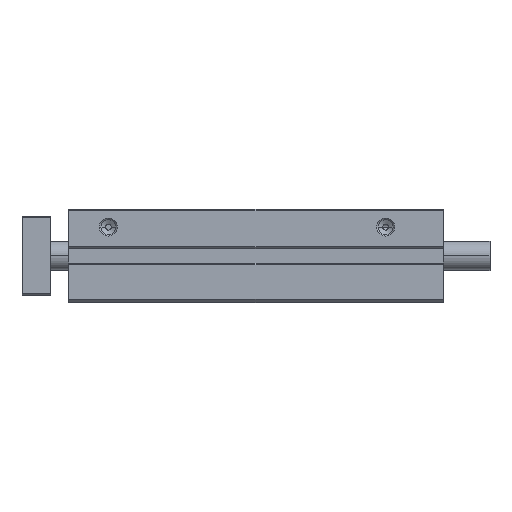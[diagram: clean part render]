
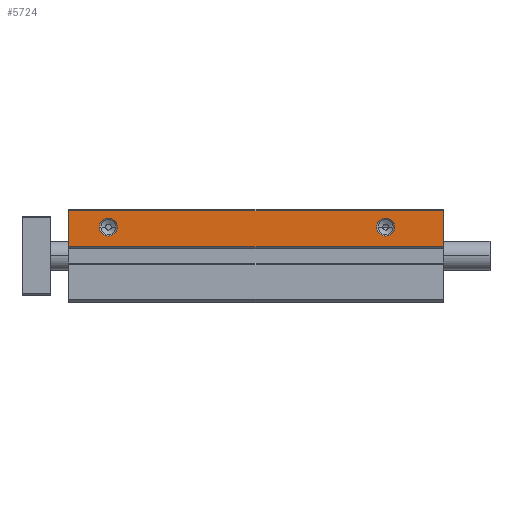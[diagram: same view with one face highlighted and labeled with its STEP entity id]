
A CAD part, top view. The second image highlights one B-rep face of the part: STEP entity #5724.
In plain terms, the highlighted planar face has unit normal (0, 0, 1).
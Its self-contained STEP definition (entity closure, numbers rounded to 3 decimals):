
#19 = DIRECTION ( 'NONE',  ( 0., -1., 0. ) ) ;
#103 = ORIENTED_EDGE ( 'NONE', *, *, #10188, .T. ) ;
#715 = LINE ( 'NONE', #7578, #12256 ) ;
#951 = AXIS2_PLACEMENT_3D ( 'NONE', #1448, #11365, #2349 ) ;
#961 = EDGE_CURVE ( 'NONE', #2511, #9776, #715, .T. ) ;
#1022 = DIRECTION ( 'NONE',  ( 0., 0., -1. ) ) ;
#1033 = VERTEX_POINT ( 'NONE', #9621 ) ;
#1448 = CARTESIAN_POINT ( 'NONE',  ( 11., 8., 29. ) ) ;
#1450 = CARTESIAN_POINT ( 'NONE',  ( 0., 2.5, 29. ) ) ;
#1459 = EDGE_CURVE ( 'NONE', #11699, #1033, #12076, .T. ) ;
#1696 = DIRECTION ( 'NONE',  ( 0., 0., -1. ) ) ;
#1738 = AXIS2_PLACEMENT_3D ( 'NONE', #1450, #11368, #7269 ) ;
#1964 = CARTESIAN_POINT ( 'NONE',  ( 104., 2.5, 29. ) ) ;
#1982 = CIRCLE ( 'NONE', #951, 2.5 ) ;
#2186 = LINE ( 'NONE', #10952, #8718 ) ;
#2329 = AXIS2_PLACEMENT_3D ( 'NONE', #5123, #1022, #6146 ) ;
#2349 = DIRECTION ( 'NONE',  ( 1., 0., 0. ) ) ;
#2482 = FACE_BOUND ( 'NONE', #7044, .T. ) ;
#2511 = VERTEX_POINT ( 'NONE', #4551 ) ;
#2645 = DIRECTION ( 'NONE',  ( 1., 0., 0. ) ) ;
#2945 = EDGE_LOOP ( 'NONE', ( #6027, #6480, #4221, #9791 ) ) ;
#2997 = VERTEX_POINT ( 'NONE', #9347 ) ;
#3163 = EDGE_CURVE ( 'NONE', #4994, #5788, #8861, .T. ) ;
#3166 = CARTESIAN_POINT ( 'NONE',  ( 0., 2.5, 29. ) ) ;
#3738 = DIRECTION ( 'NONE',  ( 1., 0., 0. ) ) ;
#4123 = LINE ( 'NONE', #3166, #7559 ) ;
#4221 = ORIENTED_EDGE ( 'NONE', *, *, #10609, .F. ) ;
#4414 = CARTESIAN_POINT ( 'NONE',  ( 104., 0., 29. ) ) ;
#4551 = CARTESIAN_POINT ( 'NONE',  ( 0., 12.5, 29. ) ) ;
#4698 = CARTESIAN_POINT ( 'NONE',  ( 13.5, 8., 29. ) ) ;
#4994 = VERTEX_POINT ( 'NONE', #11777 ) ;
#5065 = DIRECTION ( 'NONE',  ( -1., 0., 0. ) ) ;
#5123 = CARTESIAN_POINT ( 'NONE',  ( 11., 8., 29. ) ) ;
#5437 = VERTEX_POINT ( 'NONE', #1964 ) ;
#5506 = EDGE_LOOP ( 'NONE', ( #103, #9103 ) ) ;
#5724 = ADVANCED_FACE ( 'NONE', ( #12212, #11306, #2482 ), #10469, .T. ) ;
#5788 = VERTEX_POINT ( 'NONE', #4698 ) ;
#6027 = ORIENTED_EDGE ( 'NONE', *, *, #961, .T. ) ;
#6146 = DIRECTION ( 'NONE',  ( 1., 0., 0. ) ) ;
#6305 = CIRCLE ( 'NONE', #8353, 2.5 ) ;
#6449 = ORIENTED_EDGE ( 'NONE', *, *, #11510, .T. ) ;
#6480 = ORIENTED_EDGE ( 'NONE', *, *, #8802, .F. ) ;
#6726 = DIRECTION ( 'NONE',  ( 0., 0., -1. ) ) ;
#7044 = EDGE_LOOP ( 'NONE', ( #6449, #9908 ) ) ;
#7269 = DIRECTION ( 'NONE',  ( 1., 0., 0. ) ) ;
#7559 = VECTOR ( 'NONE', #12007, 1000. ) ;
#7578 = CARTESIAN_POINT ( 'NONE',  ( 0., 2.5, 29. ) ) ;
#7706 = CARTESIAN_POINT ( 'NONE',  ( 88., 8., 29. ) ) ;
#8353 = AXIS2_PLACEMENT_3D ( 'NONE', #7706, #1696, #3738 ) ;
#8448 = DIRECTION ( 'NONE',  ( 0., -1., 0. ) ) ;
#8526 = VECTOR ( 'NONE', #8448, 1000. ) ;
#8718 = VECTOR ( 'NONE', #5065, 1000. ) ;
#8802 = EDGE_CURVE ( 'NONE', #5437, #9776, #4123, .T. ) ;
#8861 = CIRCLE ( 'NONE', #2329, 2.5 ) ;
#9103 = ORIENTED_EDGE ( 'NONE', *, *, #3163, .T. ) ;
#9214 = EDGE_CURVE ( 'NONE', #2997, #2511, #2186, .T. ) ;
#9347 = CARTESIAN_POINT ( 'NONE',  ( 104., 12.5, 29. ) ) ;
#9621 = CARTESIAN_POINT ( 'NONE',  ( 90.5, 8., 29. ) ) ;
#9776 = VERTEX_POINT ( 'NONE', #10234 ) ;
#9791 = ORIENTED_EDGE ( 'NONE', *, *, #9214, .T. ) ;
#9908 = ORIENTED_EDGE ( 'NONE', *, *, #1459, .T. ) ;
#10188 = EDGE_CURVE ( 'NONE', #5788, #4994, #1982, .T. ) ;
#10234 = CARTESIAN_POINT ( 'NONE',  ( 0., 2.5, 29. ) ) ;
#10469 = PLANE ( 'NONE',  #1738 ) ;
#10609 = EDGE_CURVE ( 'NONE', #2997, #5437, #11211, .T. ) ;
#10952 = CARTESIAN_POINT ( 'NONE',  ( 0., 12.5, 29. ) ) ;
#11211 = LINE ( 'NONE', #4414, #8526 ) ;
#11306 = FACE_BOUND ( 'NONE', #5506, .T. ) ;
#11365 = DIRECTION ( 'NONE',  ( 0., 0., -1. ) ) ;
#11368 = DIRECTION ( 'NONE',  ( 0., 0., 1. ) ) ;
#11510 = EDGE_CURVE ( 'NONE', #1033, #11699, #6305, .T. ) ;
#11592 = CARTESIAN_POINT ( 'NONE',  ( 88., 8., 29. ) ) ;
#11699 = VERTEX_POINT ( 'NONE', #11743 ) ;
#11743 = CARTESIAN_POINT ( 'NONE',  ( 85.5, 8., 29. ) ) ;
#11777 = CARTESIAN_POINT ( 'NONE',  ( 8.5, 8., 29. ) ) ;
#12007 = DIRECTION ( 'NONE',  ( -1., 0., 0. ) ) ;
#12066 = AXIS2_PLACEMENT_3D ( 'NONE', #11592, #6726, #2645 ) ;
#12076 = CIRCLE ( 'NONE', #12066, 2.5 ) ;
#12212 = FACE_OUTER_BOUND ( 'NONE', #2945, .T. ) ;
#12256 = VECTOR ( 'NONE', #19, 1000. ) ;
